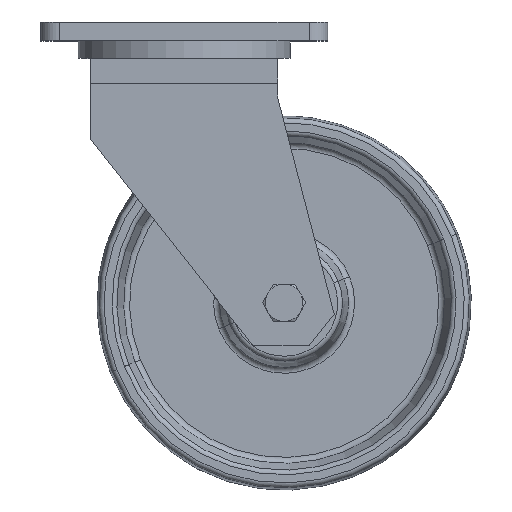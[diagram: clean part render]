
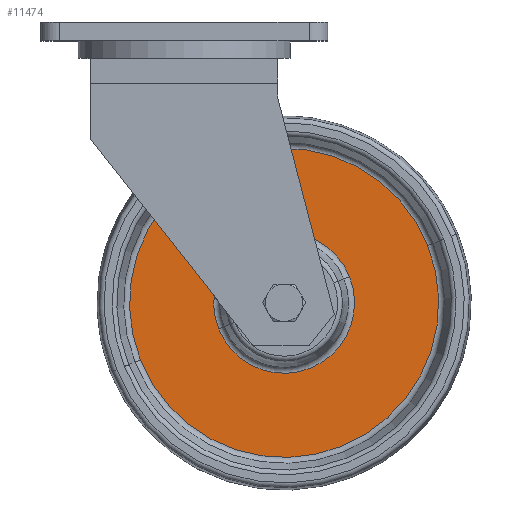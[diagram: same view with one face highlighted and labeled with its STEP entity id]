
A CAD part, top view. The second image highlights one B-rep face of the part: STEP entity #11474.
In plain terms, the highlighted planar face has unit normal (0, 0, 1).
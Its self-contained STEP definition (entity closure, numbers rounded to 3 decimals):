
#33 = EDGE_CURVE ( 'NONE', #9919, #8796, #2664, .T. ) ;
#570 = CARTESIAN_POINT ( 'NONE',  ( 80., -225., 44.5 ) ) ;
#1196 = DIRECTION ( 'NONE',  ( -0.929, -0.371, 0. ) ) ;
#1343 = DIRECTION ( 'NONE',  ( 0., 0., 1. ) ) ;
#1910 = DIRECTION ( 'NONE',  ( 0., 0., 1. ) ) ;
#2109 = EDGE_CURVE ( 'NONE', #13722, #5159, #6179, .T. ) ;
#2220 = AXIS2_PLACEMENT_3D ( 'NONE', #9618, #13053, #15473 ) ;
#2664 = CIRCLE ( 'NONE', #2220, 56.456 ) ;
#2857 = FACE_BOUND ( 'NONE', #11025, .T. ) ;
#3954 = DIRECTION ( 'NONE',  ( 0., 0., 1. ) ) ;
#5159 = VERTEX_POINT ( 'NONE', #13564 ) ;
#5208 = EDGE_CURVE ( 'NONE', #8796, #9919, #8743, .T. ) ;
#5462 = DIRECTION ( 'NONE',  ( -0.929, -0.371, 0. ) ) ;
#6179 = CIRCLE ( 'NONE', #6289, 123.896 ) ;
#6208 = PLANE ( 'NONE',  #13381 ) ;
#6289 = AXIS2_PLACEMENT_3D ( 'NONE', #12623, #1910, #5462 ) ;
#6300 = ORIENTED_EDGE ( 'NONE', *, *, #7220, .T. ) ;
#7220 = EDGE_CURVE ( 'NONE', #5159, #13722, #11491, .T. ) ;
#7602 = CARTESIAN_POINT ( 'NONE',  ( 80., -225., 44.5 ) ) ;
#7640 = AXIS2_PLACEMENT_3D ( 'NONE', #7602, #3954, #13637 ) ;
#8550 = CARTESIAN_POINT ( 'NONE',  ( 127.243, -343.424, 44.5 ) ) ;
#8743 = CIRCLE ( 'NONE', #13475, 56.456 ) ;
#8796 = VERTEX_POINT ( 'NONE', #12608 ) ;
#8910 = DIRECTION ( 'NONE',  ( -0.929, -0.371, 0. ) ) ;
#8955 = DIRECTION ( 'NONE',  ( 0., 0., -1. ) ) ;
#9618 = CARTESIAN_POINT ( 'NONE',  ( 80., -225., 44.5 ) ) ;
#9919 = VERTEX_POINT ( 'NONE', #15216 ) ;
#9994 = EDGE_LOOP ( 'NONE', ( #14059, #6300 ) ) ;
#11025 = EDGE_LOOP ( 'NONE', ( #15252, #13248 ) ) ;
#11451 = FACE_OUTER_BOUND ( 'NONE', #9994, .T. ) ;
#11474 = ADVANCED_FACE ( 'NONE', ( #2857, #11451 ), #6208, .T. ) ;
#11491 = CIRCLE ( 'NONE', #7640, 123.896 ) ;
#12608 = CARTESIAN_POINT ( 'NONE',  ( 132.437, -204.081, 44.5 ) ) ;
#12623 = CARTESIAN_POINT ( 'NONE',  ( 80., -225., 44.5 ) ) ;
#13053 = DIRECTION ( 'NONE',  ( 0., 0., -1. ) ) ;
#13248 = ORIENTED_EDGE ( 'NONE', *, *, #5208, .T. ) ;
#13381 = AXIS2_PLACEMENT_3D ( 'NONE', #8550, #1343, #1196 ) ;
#13475 = AXIS2_PLACEMENT_3D ( 'NONE', #570, #8955, #8910 ) ;
#13564 = CARTESIAN_POINT ( 'NONE',  ( 195.077, -179.092, 44.5 ) ) ;
#13637 = DIRECTION ( 'NONE',  ( -0.929, -0.371, 0. ) ) ;
#13722 = VERTEX_POINT ( 'NONE', #14297 ) ;
#14059 = ORIENTED_EDGE ( 'NONE', *, *, #2109, .T. ) ;
#14297 = CARTESIAN_POINT ( 'NONE',  ( -35.077, -270.908, 44.5 ) ) ;
#15216 = CARTESIAN_POINT ( 'NONE',  ( 27.563, -245.919, 44.5 ) ) ;
#15252 = ORIENTED_EDGE ( 'NONE', *, *, #33, .T. ) ;
#15473 = DIRECTION ( 'NONE',  ( -0.929, -0.371, 0. ) ) ;
